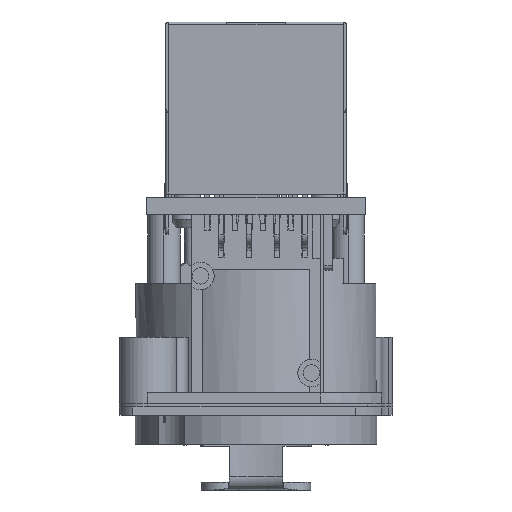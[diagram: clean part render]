
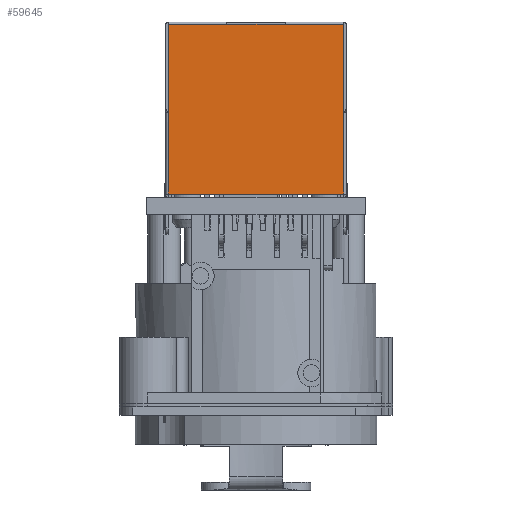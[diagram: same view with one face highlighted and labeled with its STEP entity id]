
A CAD part, front view. The second image highlights one B-rep face of the part: STEP entity #59645.
In plain terms, the highlighted planar face has unit normal (0, -1, 0).
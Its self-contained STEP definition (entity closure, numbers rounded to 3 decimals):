
#53213=DIRECTION('',(-1.,0.,0.));
#53214=VECTOR('',#53213,5.35);
#53215=CARTESIAN_POINT('',(8.05,-13.55,14.15));
#53216=LINE('',#53215,#53214);
#53393=DIRECTION('',(0.,0.,1.));
#53394=VECTOR('',#53393,7.491);
#53395=CARTESIAN_POINT('',(8.05,-13.55,-1.4));
#53396=LINE('',#53395,#53394);
#53401=DIRECTION('',(0.,0.,1.));
#53402=VECTOR('',#53401,8.059);
#53403=CARTESIAN_POINT('',(8.05,-13.55,6.091));
#53404=LINE('',#53403,#53402);
#53405=DIRECTION('',(1.,0.,0.));
#53406=VECTOR('',#53405,16.1);
#53407=CARTESIAN_POINT('',(-8.05,-13.55,-1.4));
#53408=LINE('',#53407,#53406);
#53409=DIRECTION('',(0.,0.,-1.));
#53410=VECTOR('',#53409,8.059);
#53411=CARTESIAN_POINT('',(-8.05,-13.55,14.15));
#53412=LINE('',#53411,#53410);
#53417=DIRECTION('',(0.,0.,-1.));
#53418=VECTOR('',#53417,7.491);
#53419=CARTESIAN_POINT('',(-8.05,-13.55,6.091));
#53420=LINE('',#53419,#53418);
#53425=DIRECTION('',(-1.,0.,0.));
#53426=VECTOR('',#53425,5.35);
#53427=CARTESIAN_POINT('',(-2.7,-13.55,14.15));
#53428=LINE('',#53427,#53426);
#53442=DIRECTION('',(1.,0.,0.));
#53443=VECTOR('',#53442,5.4);
#53444=CARTESIAN_POINT('',(-2.7,-13.55,14.15));
#53445=LINE('',#53444,#53443);
#57114=CARTESIAN_POINT('',(2.7,-13.55,14.15));
#57115=VERTEX_POINT('',#57114);
#57116=CARTESIAN_POINT('',(8.05,-13.55,14.15));
#57117=VERTEX_POINT('',#57116);
#57118=CARTESIAN_POINT('',(8.05,-13.55,6.091));
#57119=VERTEX_POINT('',#57118);
#57128=CARTESIAN_POINT('',(-8.05,-13.55,6.091));
#57129=VERTEX_POINT('',#57128);
#57130=CARTESIAN_POINT('',(-8.05,-13.55,14.15));
#57131=VERTEX_POINT('',#57130);
#57166=CARTESIAN_POINT('',(-8.05,-13.55,-1.4));
#57167=VERTEX_POINT('',#57166);
#57168=CARTESIAN_POINT('',(8.05,-13.55,-1.4));
#57169=VERTEX_POINT('',#57168);
#57200=CARTESIAN_POINT('',(-2.7,-13.55,14.15));
#57201=VERTEX_POINT('',#57200);
#59627=CARTESIAN_POINT('',(0.,-13.55,6.375));
#59628=DIRECTION('',(0.,1.,0.));
#59629=DIRECTION('',(0.,0.,1.));
#59630=AXIS2_PLACEMENT_3D('',#59627,#59628,#59629);
#59631=PLANE('',#59630);
#59632=ORIENTED_EDGE('',*,*,#59352,.F.);
#59633=ORIENTED_EDGE('',*,*,#59620,.F.);
#59634=ORIENTED_EDGE('',*,*,#59510,.F.);
#59636=ORIENTED_EDGE('',*,*,#59635,.F.);
#59637=ORIENTED_EDGE('',*,*,#59396,.F.);
#59639=ORIENTED_EDGE('',*,*,#59638,.F.);
#59641=ORIENTED_EDGE('',*,*,#59640,.T.);
#59642=ORIENTED_EDGE('',*,*,#59336,.F.);
#59643=EDGE_LOOP('',(#59632,#59633,#59634,#59636,#59637,#59639,#59641,#59642));
#59644=FACE_OUTER_BOUND('',#59643,.F.);
#59645=ADVANCED_FACE('',(#59644),#59631,.F.);
#59336=EDGE_CURVE('',#57117,#57115,#53216,.T.);
#59352=EDGE_CURVE('',#57119,#57117,#53404,.T.);
#59396=EDGE_CURVE('',#57131,#57129,#53412,.T.);
#59510=EDGE_CURVE('',#57167,#57169,#53408,.T.);
#59620=EDGE_CURVE('',#57169,#57119,#53396,.T.);
#59635=EDGE_CURVE('',#57129,#57167,#53420,.T.);
#59638=EDGE_CURVE('',#57201,#57131,#53428,.T.);
#59640=EDGE_CURVE('',#57201,#57115,#53445,.T.);
